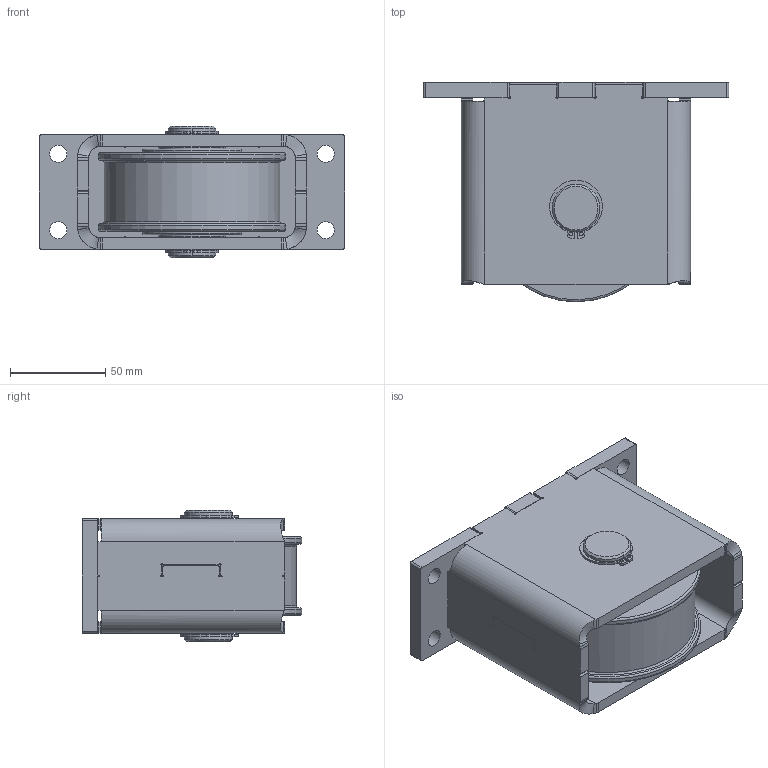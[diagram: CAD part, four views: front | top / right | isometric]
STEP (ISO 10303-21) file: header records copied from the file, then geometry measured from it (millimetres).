
FILE_DESCRIPTION(('STEP AP214'),'1');
FILE_NAME('rn-10-100.stp','2022-09-13T15:07:18',('TraceParts'),('TraceParts S.A.'),'Spatial InterOp 3D',' ',' ');
FILE_SCHEMA(('AUTOMOTIVE_DESIGN { 1 0 10303 214 1 1 1 1 }'));
Length unit declared in the file: millimetre
Products named in the file (1): rn-10-100_1
Bounding box: 160 x 115 x 69 mm (x, y, z)
Volume: 539878.3 mm3; surface area: 126445.2 mm2
Topology: 2 solids, 7 shells, 445 faces, 1241 edges, 794 vertices
Faces by surface type: cylinder 237, plane 116, torus 40, cone 32, bspline 20
Entity records: 18903 total; most frequent: CARTESIAN_POINT 3406, DIRECTION 2657, ORIENTED_EDGE 2482, EDGE_CURVE 1241, AXIS2_PLACEMENT_3D 1041, VERTEX_POINT 794, CIRCLE 614, LINE 575
